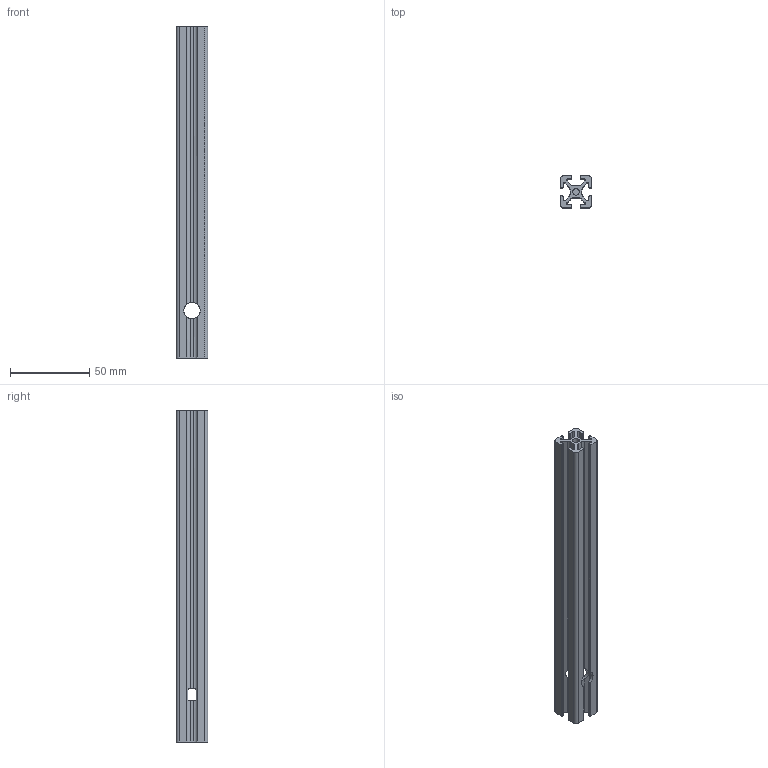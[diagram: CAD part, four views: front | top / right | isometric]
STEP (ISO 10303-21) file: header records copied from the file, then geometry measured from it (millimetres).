
FILE_DESCRIPTION (( 'STEP AP203' ), '1' );
FILE_NAME ('20x20 profile.STEP', '2021-07-31T11:48:26', ( '' ), ( '' ), 'SwSTEP 2.0', 'SolidWorks 2020', '' );
FILE_SCHEMA (( 'CONFIG_CONTROL_DESIGN' ));
Length unit declared in the file: millimetre
Products named in the file (1): 20x20 profile
Bounding box: 20 x 20 x 210 mm (x, y, z)
Volume: 37746.6 mm3; surface area: 35365.3 mm2
Topology: 1 solids, 1 shells, 113 faces, 348 edges, 232 vertices
Faces by surface type: cylinder 62, plane 51
Entity records: 4315 total; most frequent: CARTESIAN_POINT 1138, ORIENTED_EDGE 696, DIRECTION 616, EDGE_CURVE 348, VERTEX_POINT 232, AXIS2_PLACEMENT_3D 210, VECTOR 196, LINE 196
